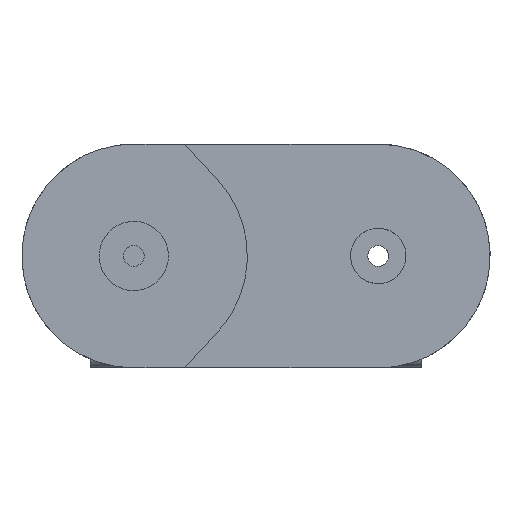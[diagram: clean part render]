
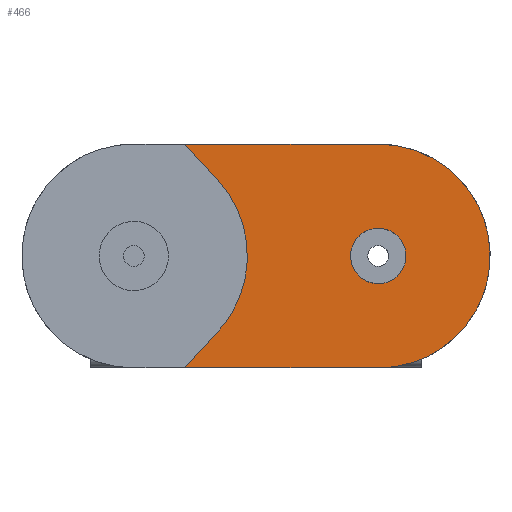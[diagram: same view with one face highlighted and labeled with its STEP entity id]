
A CAD part, front view. The second image highlights one B-rep face of the part: STEP entity #466.
In plain terms, the highlighted planar face has unit normal (0, -1, 0).
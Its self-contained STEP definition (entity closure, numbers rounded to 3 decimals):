
#155=FACE_BOUND('',#1329,.T.);
#466=ADVANCED_FACE('',(#870,#155),#6562,.T.);
#870=FACE_OUTER_BOUND('',#1328,.T.);
#1328=EDGE_LOOP('',(#2967,#2968,#2969,#2970,#2971,#2972));
#1329=EDGE_LOOP('',(#2973,#2974));
#2967=ORIENTED_EDGE('',*,*,#4320,.T.);
#2968=ORIENTED_EDGE('',*,*,#4324,.T.);
#2969=ORIENTED_EDGE('',*,*,#4325,.F.);
#2970=ORIENTED_EDGE('',*,*,#4331,.F.);
#2971=ORIENTED_EDGE('',*,*,#4326,.F.);
#2972=ORIENTED_EDGE('',*,*,#4318,.T.);
#2973=ORIENTED_EDGE('',*,*,#4262,.T.);
#2974=ORIENTED_EDGE('',*,*,#4313,.T.);
#4262=EDGE_CURVE('',#6136,#6135,#5517,.T.);
#4313=EDGE_CURVE('',#6135,#6136,#5534,.T.);
#4318=EDGE_CURVE('',#6179,#6180,#5537,.T.);
#4320=EDGE_CURVE('',#6180,#6181,#5538,.T.);
#4324=EDGE_CURVE('',#6181,#6182,#5541,.T.);
#4325=EDGE_CURVE('',#6183,#6182,#5542,.T.);
#4326=EDGE_CURVE('',#6179,#6184,#5543,.T.);
#4331=EDGE_CURVE('',#6184,#6183,#5546,.T.);
#5517=(
BOUNDED_CURVE()
B_SPLINE_CURVE(2,(#11479,#11480,#11481,#11482,#11483),.UNSPECIFIED.,.F.,
 .F.)
B_SPLINE_CURVE_WITH_KNOTS((3,2,3),(-2.529,-1.264,
0.),.UNSPECIFIED.)
CURVE()
GEOMETRIC_REPRESENTATION_ITEM()
RATIONAL_B_SPLINE_CURVE((1.,0.707,1.,0.707,1.))
REPRESENTATION_ITEM('')
);
#5534=(
BOUNDED_CURVE()
B_SPLINE_CURVE(2,(#11603,#11604,#11605,#11606,#11607),.UNSPECIFIED.,.F.,
 .F.)
B_SPLINE_CURVE_WITH_KNOTS((3,2,3),(-5.058,-3.793,
-2.529),.UNSPECIFIED.)
CURVE()
GEOMETRIC_REPRESENTATION_ITEM()
RATIONAL_B_SPLINE_CURVE((1.,0.707,1.,0.707,1.))
REPRESENTATION_ITEM('')
);
#5537=(
BOUNDED_CURVE()
B_SPLINE_CURVE(2,(#11620,#11621,#11622),.UNSPECIFIED.,.F.,.F.)
B_SPLINE_CURVE_WITH_KNOTS((3,3),(-1.362,0.),.UNSPECIFIED.)
CURVE()
GEOMETRIC_REPRESENTATION_ITEM()
RATIONAL_B_SPLINE_CURVE((1.,1.,1.))
REPRESENTATION_ITEM('')
);
#5538=(
BOUNDED_CURVE()
B_SPLINE_CURVE(2,(#11625,#11626,#11627),.UNSPECIFIED.,.F.,.F.)
B_SPLINE_CURVE_WITH_KNOTS((3,3),(0.,4.957),.UNSPECIFIED.)
CURVE()
GEOMETRIC_REPRESENTATION_ITEM()
RATIONAL_B_SPLINE_CURVE((1.,0.723,1.))
REPRESENTATION_ITEM('')
);
#5541=(
BOUNDED_CURVE()
B_SPLINE_CURVE(2,(#11636,#11637,#11638),.UNSPECIFIED.,.F.,.F.)
B_SPLINE_CURVE_WITH_KNOTS((3,3),(4.957,6.319),
 .UNSPECIFIED.)
CURVE()
GEOMETRIC_REPRESENTATION_ITEM()
RATIONAL_B_SPLINE_CURVE((1.,1.,1.))
REPRESENTATION_ITEM('')
);
#5542=(
BOUNDED_CURVE()
B_SPLINE_CURVE(2,(#11639,#11640,#11641),.UNSPECIFIED.,.F.,.F.)
B_SPLINE_CURVE_WITH_KNOTS((3,3),(60.958,66.578),
 .UNSPECIFIED.)
CURVE()
GEOMETRIC_REPRESENTATION_ITEM()
RATIONAL_B_SPLINE_CURVE((1.,1.,1.))
REPRESENTATION_ITEM('')
);
#5543=(
BOUNDED_CURVE()
B_SPLINE_CURVE(2,(#11642,#11643,#11644),.UNSPECIFIED.,.F.,.F.)
B_SPLINE_CURVE_WITH_KNOTS((3,3),(45.128,50.748),
 .UNSPECIFIED.)
CURVE()
GEOMETRIC_REPRESENTATION_ITEM()
RATIONAL_B_SPLINE_CURVE((1.,1.,1.))
REPRESENTATION_ITEM('')
);
#5546=(
BOUNDED_CURVE()
B_SPLINE_CURVE(2,(#11657,#11658,#11659,#11660,#11661),.UNSPECIFIED.,.F.,
 .F.)
B_SPLINE_CURVE_WITH_KNOTS((3,2,3),(50.748,55.853,60.958),
 .UNSPECIFIED.)
CURVE()
GEOMETRIC_REPRESENTATION_ITEM()
RATIONAL_B_SPLINE_CURVE((1.,0.707,1.,0.707,1.))
REPRESENTATION_ITEM('')
);
#6135=VERTEX_POINT('',#11362);
#6136=VERTEX_POINT('',#11363);
#6179=VERTEX_POINT('',#11406);
#6180=VERTEX_POINT('',#11407);
#6181=VERTEX_POINT('',#11408);
#6182=VERTEX_POINT('',#11409);
#6183=VERTEX_POINT('',#11410);
#6184=VERTEX_POINT('',#11411);
#6562=PLANE('',#6986);
#6986=AXIS2_PLACEMENT_3D('',#11069,#7247,$);
#7247=DIRECTION('',(0.,-1.,0.));
#11069=CARTESIAN_POINT('',(-89.1,-205.965,-40.625));
#11362=CARTESIAN_POINT('',(37.226,-205.965,5.556));
#11363=CARTESIAN_POINT('',(25.574,-205.965,-5.556));
#11406=CARTESIAN_POINT('',(-24.799,-205.965,32.5));
#11407=CARTESIAN_POINT('',(-15.6,-205.965,22.45));
#11408=CARTESIAN_POINT('',(-15.6,-205.965,-22.45));
#11409=CARTESIAN_POINT('',(-24.799,-205.965,-32.5));
#11410=CARTESIAN_POINT('',(31.4,-205.965,-32.5));
#11411=CARTESIAN_POINT('',(31.4,-205.965,32.5));
#11479=CARTESIAN_POINT('',(25.574,-205.965,-5.556));
#11480=CARTESIAN_POINT('',(20.019,-205.965,0.27));
#11481=CARTESIAN_POINT('',(25.844,-205.965,5.826));
#11482=CARTESIAN_POINT('',(31.67,-205.965,11.381));
#11483=CARTESIAN_POINT('',(37.226,-205.965,5.556));
#11603=CARTESIAN_POINT('',(37.226,-205.965,5.556));
#11604=CARTESIAN_POINT('',(42.781,-205.965,-0.27));
#11605=CARTESIAN_POINT('',(36.956,-205.965,-5.826));
#11606=CARTESIAN_POINT('',(31.13,-205.965,-11.381));
#11607=CARTESIAN_POINT('',(25.574,-205.965,-5.556));
#11620=CARTESIAN_POINT('',(-24.799,-205.965,32.5));
#11621=CARTESIAN_POINT('',(-20.2,-205.965,27.475));
#11622=CARTESIAN_POINT('',(-15.6,-205.965,22.45));
#11625=CARTESIAN_POINT('',(-15.6,-205.965,22.45));
#11626=CARTESIAN_POINT('',(5.847,-205.965,0.));
#11627=CARTESIAN_POINT('',(-15.6,-205.965,-22.45));
#11636=CARTESIAN_POINT('',(-15.6,-205.965,-22.45));
#11637=CARTESIAN_POINT('',(-20.2,-205.965,-27.475));
#11638=CARTESIAN_POINT('',(-24.799,-205.965,-32.5));
#11639=CARTESIAN_POINT('',(31.4,-205.965,-32.5));
#11640=CARTESIAN_POINT('',(3.3,-205.965,-32.5));
#11641=CARTESIAN_POINT('',(-24.799,-205.965,-32.5));
#11642=CARTESIAN_POINT('',(-24.799,-205.965,32.5));
#11643=CARTESIAN_POINT('',(3.3,-205.965,32.5));
#11644=CARTESIAN_POINT('',(31.4,-205.965,32.5));
#11657=CARTESIAN_POINT('',(31.4,-205.965,32.5));
#11658=CARTESIAN_POINT('',(63.9,-205.965,32.5));
#11659=CARTESIAN_POINT('',(63.9,-205.965,0.));
#11660=CARTESIAN_POINT('',(63.9,-205.965,-32.5));
#11661=CARTESIAN_POINT('',(31.4,-205.965,-32.5));
